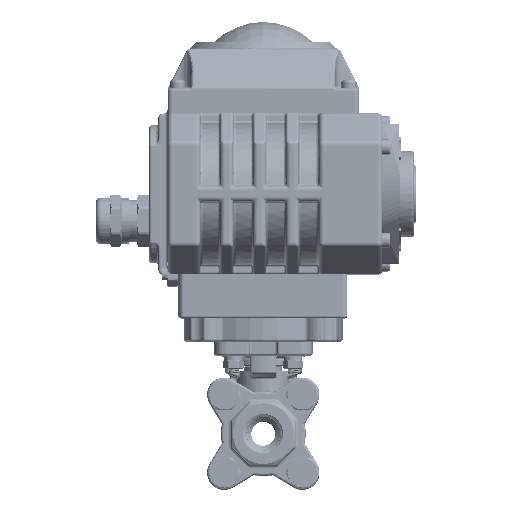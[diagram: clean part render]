
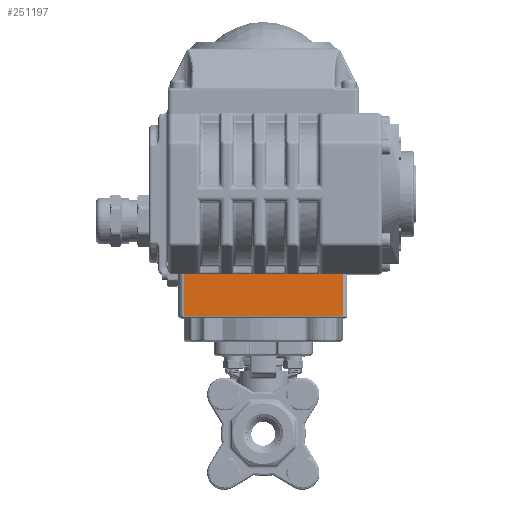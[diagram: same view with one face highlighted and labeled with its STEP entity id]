
A CAD part, top view. The second image highlights one B-rep face of the part: STEP entity #251197.
In plain terms, the highlighted planar face has unit normal (0, 0, 1).
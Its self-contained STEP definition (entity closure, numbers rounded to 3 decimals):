
#2457 = VERTEX_POINT ( 'NONE', #140866 ) ;
#3022 = ORIENTED_EDGE ( 'NONE', *, *, #10922, .T. ) ;
#10922 = EDGE_CURVE ( 'NONE', #239747, #2457, #95454, .T. ) ;
#20206 = VERTEX_POINT ( 'NONE', #73592 ) ;
#21313 = ORIENTED_EDGE ( 'NONE', *, *, #226135, .F. ) ;
#48465 = CARTESIAN_POINT ( 'NONE',  ( -36., 50.45, 40. ) ) ;
#52138 = CARTESIAN_POINT ( 'NONE',  ( 34., 68.25, 40. ) ) ;
#53045 = VECTOR ( 'NONE', #230047, 1000. ) ;
#56247 = FACE_OUTER_BOUND ( 'NONE', #117059, .T. ) ;
#61882 = ORIENTED_EDGE ( 'NONE', *, *, #114009, .T. ) ;
#64304 = CARTESIAN_POINT ( 'NONE',  ( -34., 68.25, 40. ) ) ;
#66225 = DIRECTION ( 'NONE',  ( 0., 0., -1. ) ) ;
#73592 = CARTESIAN_POINT ( 'NONE',  ( -34., 68.25, 40. ) ) ;
#76184 = CARTESIAN_POINT ( 'NONE',  ( -36., 68.25, 40. ) ) ;
#95454 = LINE ( 'NONE', #48465, #250464 ) ;
#104678 = CARTESIAN_POINT ( 'NONE',  ( -34., 50.45, 40. ) ) ;
#114009 = EDGE_CURVE ( 'NONE', #20206, #239747, #127681, .T. ) ;
#117059 = EDGE_LOOP ( 'NONE', ( #61882, #3022, #174217, #21313 ) ) ;
#119505 = LINE ( 'NONE', #52138, #222803 ) ;
#127681 = LINE ( 'NONE', #64304, #176682 ) ;
#129453 = AXIS2_PLACEMENT_3D ( 'NONE', #182603, #66225, #202208 ) ;
#140866 = CARTESIAN_POINT ( 'NONE',  ( 34., 50.45, 40. ) ) ;
#147048 = EDGE_CURVE ( 'NONE', #2457, #234856, #119505, .T. ) ;
#174217 = ORIENTED_EDGE ( 'NONE', *, *, #147048, .T. ) ;
#176682 = VECTOR ( 'NONE', #238501, 1000. ) ;
#178741 = CARTESIAN_POINT ( 'NONE',  ( 34., 68.25, 40. ) ) ;
#182603 = CARTESIAN_POINT ( 'NONE',  ( -36., 68.25, 40. ) ) ;
#184325 = DIRECTION ( 'NONE',  ( 1., 0., 0. ) ) ;
#201978 = LINE ( 'NONE', #76184, #53045 ) ;
#202208 = DIRECTION ( 'NONE',  ( -1., 0., 0. ) ) ;
#206769 = DIRECTION ( 'NONE',  ( 0., 1., 0. ) ) ;
#222803 = VECTOR ( 'NONE', #206769, 1000. ) ;
#226135 = EDGE_CURVE ( 'NONE', #20206, #234856, #201978, .T. ) ;
#230047 = DIRECTION ( 'NONE',  ( 1., 0., 0. ) ) ;
#234856 = VERTEX_POINT ( 'NONE', #178741 ) ;
#238501 = DIRECTION ( 'NONE',  ( 0., -1., 0. ) ) ;
#239747 = VERTEX_POINT ( 'NONE', #104678 ) ;
#240433 = PLANE ( 'NONE',  #129453 ) ;
#250464 = VECTOR ( 'NONE', #184325, 1000. ) ;
#251197 = ADVANCED_FACE ( 'NONE', ( #56247 ), #240433, .F. ) ;
